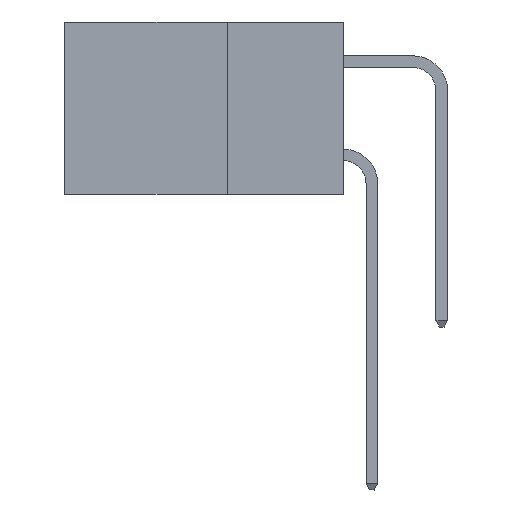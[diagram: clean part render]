
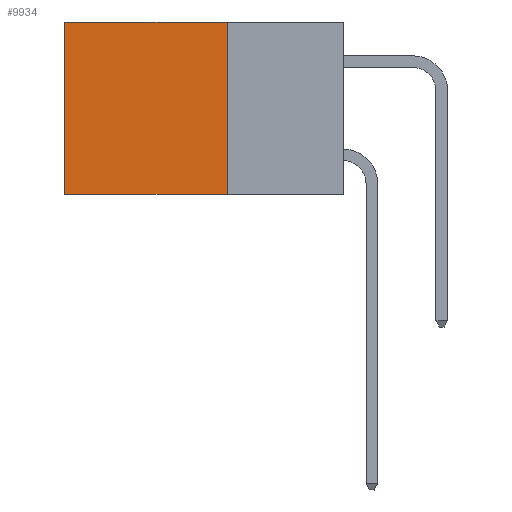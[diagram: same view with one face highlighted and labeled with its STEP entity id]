
A CAD part, left-side view. The second image highlights one B-rep face of the part: STEP entity #9934.
In plain terms, the highlighted planar face has unit normal (-1, 0, 0).
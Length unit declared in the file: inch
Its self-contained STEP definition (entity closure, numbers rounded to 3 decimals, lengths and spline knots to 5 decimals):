
#197 = LINE ( 'NONE', #8185, #4192 ) ;
#303 = EDGE_CURVE ( 'NONE', #8380, #5592, #7717, .T. ) ;
#582 = ORIENTED_EDGE ( 'NONE', *, *, #8798, .T. ) ;
#789 = CARTESIAN_POINT ( 'NONE',  ( 0.2615, 0.25, -0.37 ) ) ;
#880 = EDGE_LOOP ( 'NONE', ( #582, #3858, #7594, #6442 ) ) ;
#917 = DIRECTION ( 'NONE',  ( 0., 0., -1. ) ) ;
#1018 = DIRECTION ( 'NONE',  ( 0., 1., 0. ) ) ;
#1495 = EDGE_CURVE ( 'NONE', #8375, #3322, #197, .T. ) ;
#1582 = EDGE_CURVE ( 'NONE', #8375, #8380, #4906, .T. ) ;
#1642 = DIRECTION ( 'NONE',  ( 1., 0., 0. ) ) ;
#1913 = CARTESIAN_POINT ( 'NONE',  ( 0.2615, 0.25, 0. ) ) ;
#1964 = CARTESIAN_POINT ( 'NONE',  ( 0.2615, 0.25, -0.37 ) ) ;
#2276 = AXIS2_PLACEMENT_3D ( 'NONE', #789, #1642, #4928 ) ;
#2952 = FACE_OUTER_BOUND ( 'NONE', #880, .T. ) ;
#3209 = CARTESIAN_POINT ( 'NONE',  ( 0.2615, 0.6, -0.37 ) ) ;
#3318 = VECTOR ( 'NONE', #6974, 39.37008 ) ;
#3322 = VERTEX_POINT ( 'NONE', #7699 ) ;
#3762 = CARTESIAN_POINT ( 'NONE',  ( 0.2615, 0.25, -0.37 ) ) ;
#3858 = ORIENTED_EDGE ( 'NONE', *, *, #303, .F. ) ;
#4192 = VECTOR ( 'NONE', #1018, 39.37008 ) ;
#4351 = CARTESIAN_POINT ( 'NONE',  ( 0.2615, 0.6, -0.37 ) ) ;
#4906 = LINE ( 'NONE', #8082, #6357 ) ;
#4928 = DIRECTION ( 'NONE',  ( 0., 0., -1. ) ) ;
#5180 = LINE ( 'NONE', #4351, #5898 ) ;
#5592 = VERTEX_POINT ( 'NONE', #3209 ) ;
#5898 = VECTOR ( 'NONE', #6011, 39.37008 ) ;
#6011 = DIRECTION ( 'NONE',  ( 0., 0., -1. ) ) ;
#6139 = PLANE ( 'NONE',  #2276 ) ;
#6357 = VECTOR ( 'NONE', #917, 39.37008 ) ;
#6442 = ORIENTED_EDGE ( 'NONE', *, *, #1495, .T. ) ;
#6974 = DIRECTION ( 'NONE',  ( 0., 1., 0. ) ) ;
#7594 = ORIENTED_EDGE ( 'NONE', *, *, #1582, .F. ) ;
#7699 = CARTESIAN_POINT ( 'NONE',  ( 0.2615, 0.6, 0. ) ) ;
#7717 = LINE ( 'NONE', #3762, #3318 ) ;
#8082 = CARTESIAN_POINT ( 'NONE',  ( 0.2615, 0.25, -0.37 ) ) ;
#8185 = CARTESIAN_POINT ( 'NONE',  ( 0.2615, 0.25, 0. ) ) ;
#8375 = VERTEX_POINT ( 'NONE', #1913 ) ;
#8380 = VERTEX_POINT ( 'NONE', #1964 ) ;
#8798 = EDGE_CURVE ( 'NONE', #3322, #5592, #5180, .T. ) ;
#9934 = ADVANCED_FACE ( 'NONE', ( #2952 ), #6139, .F. ) ;
